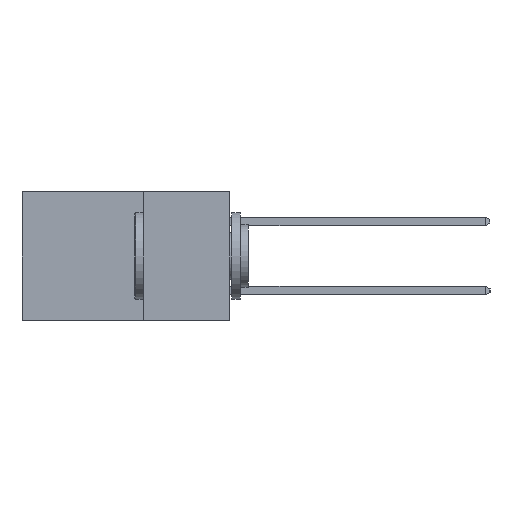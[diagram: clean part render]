
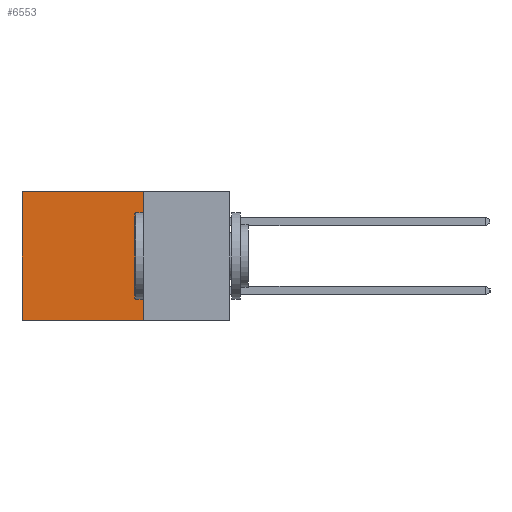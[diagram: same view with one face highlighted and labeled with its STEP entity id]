
A CAD part, left-side view. The second image highlights one B-rep face of the part: STEP entity #6553.
In plain terms, the highlighted planar face has unit normal (-1, 0, 0).
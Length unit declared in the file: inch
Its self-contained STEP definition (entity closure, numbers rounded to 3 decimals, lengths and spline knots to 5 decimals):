
#20 = VERTEX_POINT ( 'NONE', #9113 ) ;
#1069 = DIRECTION ( 'NONE',  ( 0., 0., -1. ) ) ;
#1859 = VERTEX_POINT ( 'NONE', #17272 ) ;
#1948 = FACE_OUTER_BOUND ( 'NONE', #4021, .T. ) ;
#1955 = CARTESIAN_POINT ( 'NONE',  ( 0.2615, 0.25, -0.37 ) ) ;
#2101 = CARTESIAN_POINT ( 'NONE',  ( 0.2615, 0.25, -0.37 ) ) ;
#2444 = CARTESIAN_POINT ( 'NONE',  ( 0.2615, 0.6, -0.37 ) ) ;
#3372 = DIRECTION ( 'NONE',  ( 0., 1., 0. ) ) ;
#3530 = DIRECTION ( 'NONE',  ( 0., 0., -1. ) ) ;
#3560 = VECTOR ( 'NONE', #11828, 39.37008 ) ;
#3684 = VERTEX_POINT ( 'NONE', #12805 ) ;
#4021 = EDGE_LOOP ( 'NONE', ( #4814, #9651, #13045, #10588 ) ) ;
#4283 = VECTOR ( 'NONE', #3372, 39.37008 ) ;
#4642 = VECTOR ( 'NONE', #1069, 39.37008 ) ;
#4814 = ORIENTED_EDGE ( 'NONE', *, *, #11050, .T. ) ;
#4849 = EDGE_CURVE ( 'NONE', #1859, #20, #17655, .T. ) ;
#6553 = ADVANCED_FACE ( 'NONE', ( #1948 ), #7697, .F. ) ;
#6570 = LINE ( 'NONE', #2101, #6982 ) ;
#6982 = VECTOR ( 'NONE', #3530, 39.37008 ) ;
#7665 = DIRECTION ( 'NONE',  ( 0., 0., -1. ) ) ;
#7680 = DIRECTION ( 'NONE',  ( 1., 0., 0. ) ) ;
#7697 = PLANE ( 'NONE',  #8560 ) ;
#7722 = CARTESIAN_POINT ( 'NONE',  ( 0.2615, 0.25, -0.37 ) ) ;
#7955 = LINE ( 'NONE', #1955, #4283 ) ;
#8560 = AXIS2_PLACEMENT_3D ( 'NONE', #7722, #7680, #7665 ) ;
#9113 = CARTESIAN_POINT ( 'NONE',  ( 0.2615, 0.6, 0. ) ) ;
#9651 = ORIENTED_EDGE ( 'NONE', *, *, #15149, .F. ) ;
#10026 = LINE ( 'NONE', #2444, #4642 ) ;
#10234 = CARTESIAN_POINT ( 'NONE',  ( 0.2615, 0.6, -0.37 ) ) ;
#10588 = ORIENTED_EDGE ( 'NONE', *, *, #4849, .T. ) ;
#11050 = EDGE_CURVE ( 'NONE', #20, #15848, #10026, .T. ) ;
#11497 = CARTESIAN_POINT ( 'NONE',  ( 0.2615, 0.25, 0. ) ) ;
#11828 = DIRECTION ( 'NONE',  ( 0., 1., 0. ) ) ;
#12295 = EDGE_CURVE ( 'NONE', #1859, #3684, #6570, .T. ) ;
#12805 = CARTESIAN_POINT ( 'NONE',  ( 0.2615, 0.25, -0.37 ) ) ;
#13045 = ORIENTED_EDGE ( 'NONE', *, *, #12295, .F. ) ;
#15149 = EDGE_CURVE ( 'NONE', #3684, #15848, #7955, .T. ) ;
#15848 = VERTEX_POINT ( 'NONE', #10234 ) ;
#17272 = CARTESIAN_POINT ( 'NONE',  ( 0.2615, 0.25, 0. ) ) ;
#17655 = LINE ( 'NONE', #11497, #3560 ) ;
